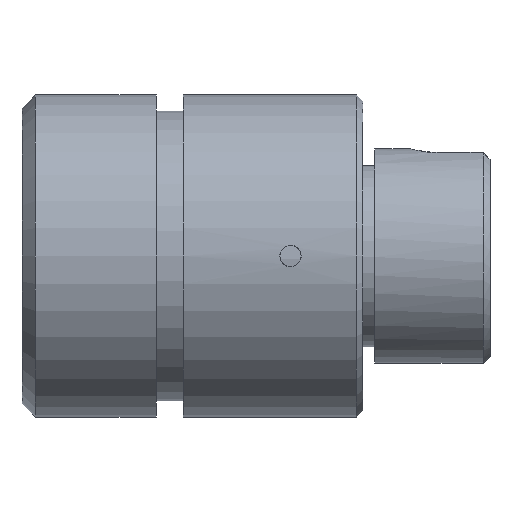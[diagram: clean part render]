
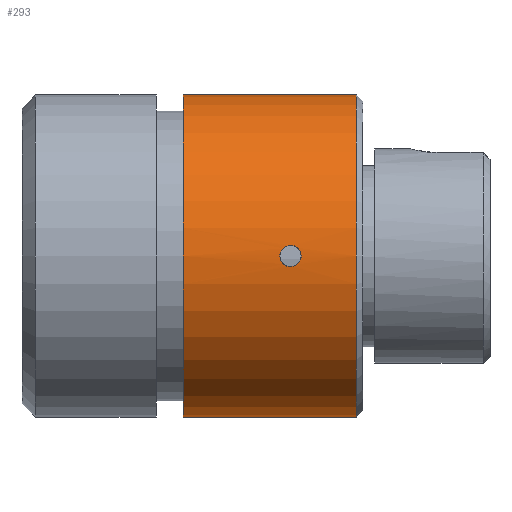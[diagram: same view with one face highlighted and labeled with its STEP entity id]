
A CAD part, front view. The second image highlights one B-rep face of the part: STEP entity #293.
In plain terms, the highlighted cylindrical face has radius 6 mm (diameter 12 mm), a partial arc.
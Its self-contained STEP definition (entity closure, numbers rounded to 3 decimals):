
#60 = VERTEX_POINT ( 'NONE', #1708 ) ;
#82 = CARTESIAN_POINT ( 'NONE',  ( 9.646, -5.997, 0.207 ) ) ;
#106 = AXIS2_PLACEMENT_3D ( 'NONE', #1251, #2704, #1844 ) ;
#112 = CARTESIAN_POINT ( 'NONE',  ( 9.894, -5.987, -0.396 ) ) ;
#144 = CARTESIAN_POINT ( 'NONE',  ( 12.45, 0., 6. ) ) ;
#218 = CARTESIAN_POINT ( 'NONE',  ( 10.107, -5.987, 0.396 ) ) ;
#293 = ADVANCED_FACE ( 'NONE', ( #2165, #1389 ), #2869, .T. ) ;
#316 = EDGE_CURVE ( 'NONE', #3673, #2246, #3501, .T. ) ;
#353 = AXIS2_PLACEMENT_3D ( 'NONE', #1568, #3601, #2168 ) ;
#369 = CARTESIAN_POINT ( 'NONE',  ( 9.603, -6., 0.104 ) ) ;
#385 = CARTESIAN_POINT ( 'NONE',  ( 9.792, -5.99, 0.354 ) ) ;
#406 = CARTESIAN_POINT ( 'NONE',  ( 10., -5.987, 0.397 ) ) ;
#480 = CIRCLE ( 'NONE', #2029, 6. ) ;
#521 = LINE ( 'NONE', #3187, #609 ) ;
#565 = ORIENTED_EDGE ( 'NONE', *, *, #747, .F. ) ;
#587 = CARTESIAN_POINT ( 'NONE',  ( 12.45, 0., 0. ) ) ;
#596 = CIRCLE ( 'NONE', #353, 6. ) ;
#609 = VECTOR ( 'NONE', #1438, 1000. ) ;
#622 = B_SPLINE_CURVE_WITH_KNOTS ( 'NONE', 3,
 ( #1099, #218, #2583, #2867, #2249, #2533, #2818, #1387, #2307, #1147, #1161, #2636 ),
 .UNSPECIFIED., .F., .F.,
 ( 4, 2, 2, 2, 2, 4 ),
 ( 0., 0.25, 0.5, 0.75, 0.875, 1. ),
 .UNSPECIFIED. ) ;
#746 = ORIENTED_EDGE ( 'NONE', *, *, #1583, .T. ) ;
#747 = EDGE_CURVE ( 'NONE', #3498, #2430, #1560, .T. ) ;
#755 = VECTOR ( 'NONE', #3532, 1000. ) ;
#841 = CARTESIAN_POINT ( 'NONE',  ( -15.285, 0., -6. ) ) ;
#969 = CARTESIAN_POINT ( 'NONE',  ( 9.793, -5.99, -0.354 ) ) ;
#1099 = CARTESIAN_POINT ( 'NONE',  ( 10., -5.987, 0.397 ) ) ;
#1147 = CARTESIAN_POINT ( 'NONE',  ( 10.104, -5.988, -0.386 ) ) ;
#1161 = CARTESIAN_POINT ( 'NONE',  ( 10.053, -5.987, -0.397 ) ) ;
#1251 = CARTESIAN_POINT ( 'NONE',  ( -15.285, 0., 0. ) ) ;
#1387 = CARTESIAN_POINT ( 'NONE',  ( 10.244, -5.992, -0.318 ) ) ;
#1389 = FACE_BOUND ( 'NONE', #3001, .T. ) ;
#1438 = DIRECTION ( 'NONE',  ( -1., 0., 0. ) ) ;
#1541 = EDGE_LOOP ( 'NONE', ( #565, #3295, #746, #2008 ) ) ;
#1560 = LINE ( 'NONE', #841, #755 ) ;
#1568 = CARTESIAN_POINT ( 'NONE',  ( 6., 0., 0. ) ) ;
#1583 = EDGE_CURVE ( 'NONE', #3318, #60, #521, .T. ) ;
#1631 = CARTESIAN_POINT ( 'NONE',  ( 10., -5.987, 0.397 ) ) ;
#1708 = CARTESIAN_POINT ( 'NONE',  ( 6., 0., 6. ) ) ;
#1762 = EDGE_CURVE ( 'NONE', #2246, #3673, #622, .T. ) ;
#1826 = CARTESIAN_POINT ( 'NONE',  ( 10., -5.987, -0.397 ) ) ;
#1835 = EDGE_CURVE ( 'NONE', #3498, #3318, #480, .T. ) ;
#1844 = DIRECTION ( 'NONE',  ( 0., 0., 1. ) ) ;
#2008 = ORIENTED_EDGE ( 'NONE', *, *, #2664, .F. ) ;
#2029 = AXIS2_PLACEMENT_3D ( 'NONE', #587, #3754, #2594 ) ;
#2129 = CARTESIAN_POINT ( 'NONE',  ( 9.603, -6., -0.105 ) ) ;
#2153 = CARTESIAN_POINT ( 'NONE',  ( 9.646, -5.997, -0.208 ) ) ;
#2165 = FACE_OUTER_BOUND ( 'NONE', #1541, .T. ) ;
#2168 = DIRECTION ( 'NONE',  ( 0., 0., 1. ) ) ;
#2246 = VERTEX_POINT ( 'NONE', #1631 ) ;
#2249 = CARTESIAN_POINT ( 'NONE',  ( 10.397, -6., 0.104 ) ) ;
#2277 = CARTESIAN_POINT ( 'NONE',  ( 6., 0., -6. ) ) ;
#2307 = CARTESIAN_POINT ( 'NONE',  ( 10.199, -5.99, -0.347 ) ) ;
#2409 = CARTESIAN_POINT ( 'NONE',  ( 9.893, -5.987, 0.396 ) ) ;
#2430 = VERTEX_POINT ( 'NONE', #2277 ) ;
#2533 = CARTESIAN_POINT ( 'NONE',  ( 10.397, -6., -0.104 ) ) ;
#2583 = CARTESIAN_POINT ( 'NONE',  ( 10.208, -5.99, 0.354 ) ) ;
#2594 = DIRECTION ( 'NONE',  ( 0., 0., 1. ) ) ;
#2636 = CARTESIAN_POINT ( 'NONE',  ( 10., -5.987, -0.397 ) ) ;
#2664 = EDGE_CURVE ( 'NONE', #2430, #60, #596, .T. ) ;
#2704 = DIRECTION ( 'NONE',  ( -1., 0., 0. ) ) ;
#2818 = CARTESIAN_POINT ( 'NONE',  ( 10.355, -5.997, -0.207 ) ) ;
#2867 = CARTESIAN_POINT ( 'NONE',  ( 10.354, -5.997, 0.207 ) ) ;
#2868 = ORIENTED_EDGE ( 'NONE', *, *, #1762, .T. ) ;
#2869 = CYLINDRICAL_SURFACE ( 'NONE', #106, 6. ) ;
#2883 = CARTESIAN_POINT ( 'NONE',  ( 10., -5.987, -0.397 ) ) ;
#3001 = EDGE_LOOP ( 'NONE', ( #2868, #3046 ) ) ;
#3046 = ORIENTED_EDGE ( 'NONE', *, *, #316, .T. ) ;
#3187 = CARTESIAN_POINT ( 'NONE',  ( -15.285, 0., 6. ) ) ;
#3295 = ORIENTED_EDGE ( 'NONE', *, *, #1835, .T. ) ;
#3318 = VERTEX_POINT ( 'NONE', #144 ) ;
#3418 = CARTESIAN_POINT ( 'NONE',  ( 12.45, 0., -6. ) ) ;
#3498 = VERTEX_POINT ( 'NONE', #3418 ) ;
#3501 = B_SPLINE_CURVE_WITH_KNOTS ( 'NONE', 3,
 ( #1826, #112, #969, #2153, #2129, #369, #82, #385, #2409, #406 ),
 .UNSPECIFIED., .F., .F.,
 ( 4, 2, 2, 2, 4 ),
 ( 0., 0.25, 0.5, 0.75, 1. ),
 .UNSPECIFIED. ) ;
#3532 = DIRECTION ( 'NONE',  ( -1., 0., 0. ) ) ;
#3601 = DIRECTION ( 'NONE',  ( -1., 0., 0. ) ) ;
#3673 = VERTEX_POINT ( 'NONE', #2883 ) ;
#3754 = DIRECTION ( 'NONE',  ( -1., 0., 0. ) ) ;
